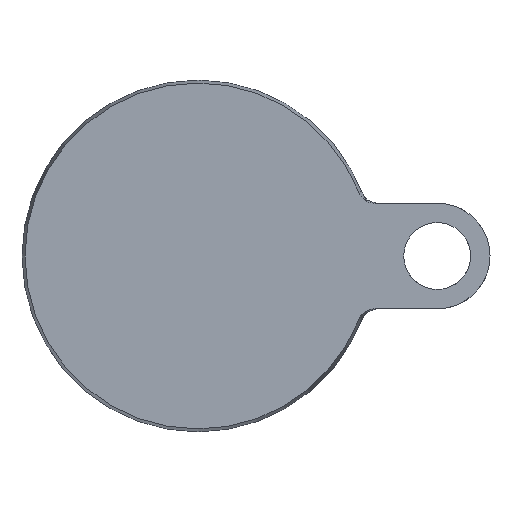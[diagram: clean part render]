
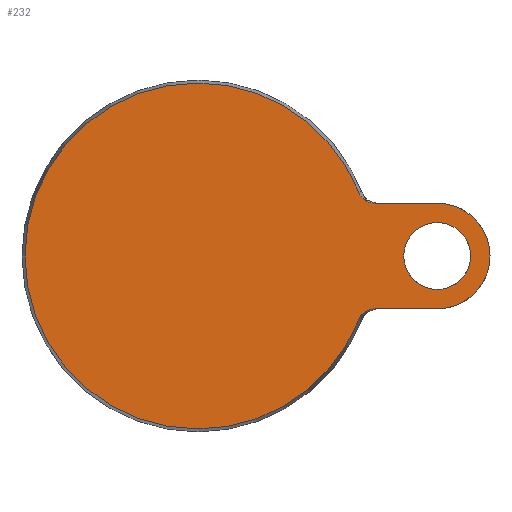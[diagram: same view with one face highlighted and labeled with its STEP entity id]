
A CAD part, front view. The second image highlights one B-rep face of the part: STEP entity #232.
In plain terms, the highlighted planar face has unit normal (0, -1, 0).
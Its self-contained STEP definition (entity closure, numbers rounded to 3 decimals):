
#8 = EDGE_CURVE ( 'NONE', #252, #124, #438, .T. ) ;
#40 = VERTEX_POINT ( 'NONE', #69 ) ;
#46 = DIRECTION ( 'NONE',  ( 1., 0., 0. ) ) ;
#63 = LINE ( 'NONE', #1179, #1533 ) ;
#68 = DIRECTION ( 'NONE',  ( 0., 1., 0. ) ) ;
#69 = CARTESIAN_POINT ( 'NONE',  ( 68., 0., 15. ) ) ;
#84 = CARTESIAN_POINT ( 'NONE',  ( 0., 0., 0. ) ) ;
#93 = CARTESIAN_POINT ( 'NONE',  ( 50.366, 0., 15. ) ) ;
#96 = VERTEX_POINT ( 'NONE', #834 ) ;
#103 = AXIS2_PLACEMENT_3D ( 'NONE', #345, #578, #599 ) ;
#112 = CARTESIAN_POINT ( 'NONE',  ( 48.637, 0., -15.295 ) ) ;
#120 = CARTESIAN_POINT ( 'NONE',  ( 15., 0., -15. ) ) ;
#124 = VERTEX_POINT ( 'NONE', #1604 ) ;
#135 = ORIENTED_EDGE ( 'NONE', *, *, #363, .F. ) ;
#138 = DIRECTION ( 'NONE',  ( 0., 0., -1. ) ) ;
#160 = AXIS2_PLACEMENT_3D ( 'NONE', #647, #283, #778 ) ;
#206 = CARTESIAN_POINT ( 'NONE',  ( 47.122, 0., 16.157 ) ) ;
#207 = AXIS2_PLACEMENT_3D ( 'NONE', #84, #1091, #1218 ) ;
#220 = CARTESIAN_POINT ( 'NONE',  ( 47.952, 0., -15.6 ) ) ;
#232 = ADVANCED_FACE ( 'NONE', ( #348, #851 ), #728, .F. ) ;
#246 = CARTESIAN_POINT ( 'NONE',  ( 49.862, 0., -15.019 ) ) ;
#252 = VERTEX_POINT ( 'NONE', #641 ) ;
#262 = CARTESIAN_POINT ( 'NONE',  ( 45.66, 0., 18.169 ) ) ;
#283 = DIRECTION ( 'NONE',  ( 0., 1., 0. ) ) ;
#296 = ORIENTED_EDGE ( 'NONE', *, *, #1142, .T. ) ;
#303 = ORIENTED_EDGE ( 'NONE', *, *, #322, .T. ) ;
#322 = EDGE_CURVE ( 'NONE', #891, #803, #926, .T. ) ;
#331 = CARTESIAN_POINT ( 'NONE',  ( 47.955, 0., 15.598 ) ) ;
#340 = CARTESIAN_POINT ( 'NONE',  ( 48.405, 0., -15.385 ) ) ;
#345 = CARTESIAN_POINT ( 'NONE',  ( 68., 0., 0. ) ) ;
#348 = FACE_OUTER_BOUND ( 'NONE', #393, .T. ) ;
#352 = CARTESIAN_POINT ( 'NONE',  ( 50.366, 0., -15. ) ) ;
#363 = EDGE_CURVE ( 'NONE', #40, #1542, #1346, .T. ) ;
#367 = ORIENTED_EDGE ( 'NONE', *, *, #1378, .T. ) ;
#393 = EDGE_LOOP ( 'NONE', ( #983, #367, #915, #1199, #296, #1355, #1026, #135 ) ) ;
#438 = CIRCLE ( 'NONE', #207, 49.143 ) ;
#448 = CARTESIAN_POINT ( 'NONE',  ( 49.86, 0., 15. ) ) ;
#453 = CARTESIAN_POINT ( 'NONE',  ( 46.58, 0., 16.677 ) ) ;
#455 = CARTESIAN_POINT ( 'NONE',  ( 45.848, 0., -17.699 ) ) ;
#458 = VERTEX_POINT ( 'NONE', #1461 ) ;
#462 = CARTESIAN_POINT ( 'NONE',  ( 68., 0., -9.5 ) ) ;
#484 = CARTESIAN_POINT ( 'NONE',  ( 0., 0., 0. ) ) ;
#556 = AXIS2_PLACEMENT_3D ( 'NONE', #484, #903, #138 ) ;
#562 = EDGE_CURVE ( 'NONE', #458, #96, #970, .T. ) ;
#565 = VERTEX_POINT ( 'NONE', #93 ) ;
#572 = DIRECTION ( 'NONE',  ( 0., 0., -1. ) ) ;
#578 = DIRECTION ( 'NONE',  ( 0., 1., 0. ) ) ;
#580 = VERTEX_POINT ( 'NONE', #714 ) ;
#599 = DIRECTION ( 'NONE',  ( 0., 0., 1. ) ) ;
#601 = CARTESIAN_POINT ( 'NONE',  ( 45.66, 0., -18.169 ) ) ;
#604 = CARTESIAN_POINT ( 'NONE',  ( -49.143, 0., 0. ) ) ;
#627 = DIRECTION ( 'NONE',  ( -1., 0., 0. ) ) ;
#641 = CARTESIAN_POINT ( 'NONE',  ( 0., 0., 49.143 ) ) ;
#647 = CARTESIAN_POINT ( 'NONE',  ( 68., 0., 0. ) ) ;
#660 = CIRCLE ( 'NONE', #556, 49.143 ) ;
#663 = EDGE_CURVE ( 'NONE', #1542, #96, #1007, .T. ) ;
#709 = CARTESIAN_POINT ( 'NONE',  ( 46.751, 0., 16.495 ) ) ;
#714 = CARTESIAN_POINT ( 'NONE',  ( 45.66, 0., 18.169 ) ) ;
#728 = PLANE ( 'NONE',  #893 ) ;
#743 = CARTESIAN_POINT ( 'NONE',  ( 47.314, 0., -16.005 ) ) ;
#778 = DIRECTION ( 'NONE',  ( 0., 0., 1. ) ) ;
#797 = CARTESIAN_POINT ( 'NONE',  ( 68., 0., 9.5 ) ) ;
#803 = VERTEX_POINT ( 'NONE', #797 ) ;
#831 = CARTESIAN_POINT ( 'NONE',  ( 47.738, 0., 15.721 ) ) ;
#834 = CARTESIAN_POINT ( 'NONE',  ( 50.366, 0., -15. ) ) ;
#844 = CARTESIAN_POINT ( 'NONE',  ( 49.363, 0., -15.093 ) ) ;
#851 = FACE_BOUND ( 'NONE', #1206, .T. ) ;
#864 = DIRECTION ( 'NONE',  ( 0., -1., 0. ) ) ;
#891 = VERTEX_POINT ( 'NONE', #462 ) ;
#893 = AXIS2_PLACEMENT_3D ( 'NONE', #604, #1611, #1128 ) ;
#903 = DIRECTION ( 'NONE',  ( 0., -1., 0. ) ) ;
#912 = B_SPLINE_CURVE_WITH_KNOTS ( 'NONE', 3,
 ( #1586, #448, #1221, #962, #1463, #331, #831, #1592, #206, #709, #453, #968, #1146, #262 ),
 .UNSPECIFIED., .F., .F.,
 ( 4, 2, 2, 2, 2, 2, 4 ),
 ( 0., 0.001, 0.002, 0.003, 0.004, 0.004, 0.006 ),
 .UNSPECIFIED. ) ;
#915 = ORIENTED_EDGE ( 'NONE', *, *, #1094, .T. ) ;
#926 = CIRCLE ( 'NONE', #160, 9.5 ) ;
#929 = CIRCLE ( 'NONE', #1273, 49.143 ) ;
#959 = EDGE_CURVE ( 'NONE', #803, #891, #1326, .T. ) ;
#962 = CARTESIAN_POINT ( 'NONE',  ( 48.644, 0., 15.292 ) ) ;
#964 = CARTESIAN_POINT ( 'NONE',  ( 47.73, 0., -15.726 ) ) ;
#968 = CARTESIAN_POINT ( 'NONE',  ( 46.108, 0., 17.258 ) ) ;
#970 = B_SPLINE_CURVE_WITH_KNOTS ( 'NONE', 3,
 ( #601, #455, #1471, #1257, #1089, #1486, #743, #964, #220, #340, #112, #1494, #844, #246, #1229, #352 ),
 .UNSPECIFIED., .F., .F.,
 ( 4, 2, 2, 2, 2, 2, 2, 4 ),
 ( 0., 0.001, 0.002, 0.003, 0.004, 0.004, 0.005, 0.006 ),
 .UNSPECIFIED. ) ;
#983 = ORIENTED_EDGE ( 'NONE', *, *, #1274, .F. ) ;
#1007 = LINE ( 'NONE', #120, #1629 ) ;
#1026 = ORIENTED_EDGE ( 'NONE', *, *, #663, .F. ) ;
#1039 = CARTESIAN_POINT ( 'NONE',  ( 0., 0., 0. ) ) ;
#1058 = AXIS2_PLACEMENT_3D ( 'NONE', #1567, #68, #572 ) ;
#1089 = CARTESIAN_POINT ( 'NONE',  ( 46.749, 0., -16.497 ) ) ;
#1091 = DIRECTION ( 'NONE',  ( 0., -1., 0. ) ) ;
#1094 = EDGE_CURVE ( 'NONE', #580, #252, #929, .T. ) ;
#1127 = CARTESIAN_POINT ( 'NONE',  ( 68., 0., -15. ) ) ;
#1128 = DIRECTION ( 'NONE',  ( 0., 0., 1. ) ) ;
#1142 = EDGE_CURVE ( 'NONE', #124, #458, #660, .T. ) ;
#1146 = CARTESIAN_POINT ( 'NONE',  ( 45.848, 0., 17.699 ) ) ;
#1171 = ORIENTED_EDGE ( 'NONE', *, *, #959, .T. ) ;
#1179 = CARTESIAN_POINT ( 'NONE',  ( 15., 0., 15. ) ) ;
#1199 = ORIENTED_EDGE ( 'NONE', *, *, #8, .T. ) ;
#1206 = EDGE_LOOP ( 'NONE', ( #303, #1171 ) ) ;
#1218 = DIRECTION ( 'NONE',  ( 0., 0., -1. ) ) ;
#1221 = CARTESIAN_POINT ( 'NONE',  ( 49.366, 0., 15.074 ) ) ;
#1229 = CARTESIAN_POINT ( 'NONE',  ( 50.113, 0., -15. ) ) ;
#1257 = CARTESIAN_POINT ( 'NONE',  ( 46.575, 0., -16.681 ) ) ;
#1273 = AXIS2_PLACEMENT_3D ( 'NONE', #1039, #864, #1375 ) ;
#1274 = EDGE_CURVE ( 'NONE', #565, #40, #63, .T. ) ;
#1326 = CIRCLE ( 'NONE', #103, 9.5 ) ;
#1346 = CIRCLE ( 'NONE', #1058, 15. ) ;
#1355 = ORIENTED_EDGE ( 'NONE', *, *, #562, .T. ) ;
#1375 = DIRECTION ( 'NONE',  ( 0., 0., -1. ) ) ;
#1378 = EDGE_CURVE ( 'NONE', #565, #580, #912, .T. ) ;
#1461 = CARTESIAN_POINT ( 'NONE',  ( 45.66, 0., -18.169 ) ) ;
#1463 = CARTESIAN_POINT ( 'NONE',  ( 48.407, 0., 15.384 ) ) ;
#1471 = CARTESIAN_POINT ( 'NONE',  ( 46.1, 0., -17.269 ) ) ;
#1486 = CARTESIAN_POINT ( 'NONE',  ( 47.118, 0., -16.16 ) ) ;
#1494 = CARTESIAN_POINT ( 'NONE',  ( 49.116, 0., -15.149 ) ) ;
#1533 = VECTOR ( 'NONE', #46, 1000. ) ;
#1542 = VERTEX_POINT ( 'NONE', #1127 ) ;
#1567 = CARTESIAN_POINT ( 'NONE',  ( 68., 0., 0. ) ) ;
#1586 = CARTESIAN_POINT ( 'NONE',  ( 50.366, 0., 15. ) ) ;
#1592 = CARTESIAN_POINT ( 'NONE',  ( 47.322, 0., 16. ) ) ;
#1604 = CARTESIAN_POINT ( 'NONE',  ( 0., 0., -49.143 ) ) ;
#1611 = DIRECTION ( 'NONE',  ( 0., 1., 0. ) ) ;
#1629 = VECTOR ( 'NONE', #627, 1000. ) ;
